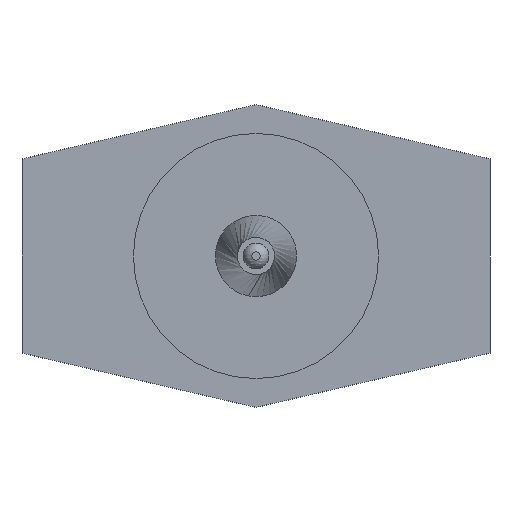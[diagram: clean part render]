
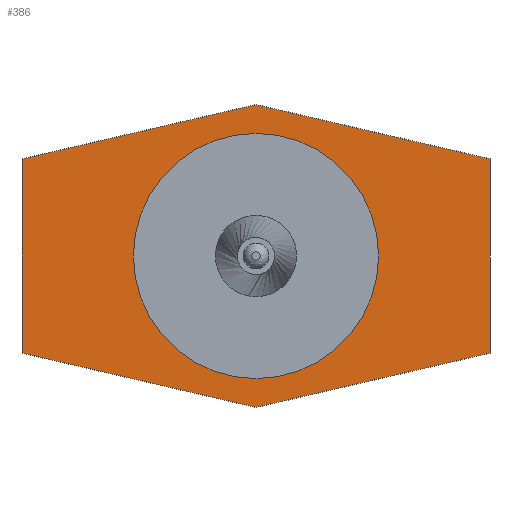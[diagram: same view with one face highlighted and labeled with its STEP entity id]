
A CAD part, left-side view. The second image highlights one B-rep face of the part: STEP entity #386.
In plain terms, the highlighted planar face has unit normal (-1, 0, 0).
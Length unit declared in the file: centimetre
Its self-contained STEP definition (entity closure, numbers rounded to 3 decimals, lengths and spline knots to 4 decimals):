
#43=FACE_BOUND('',#161,.T.);
#56=PLANE('',#467);
#64=LINE('',#807,#87);
#67=LINE('',#813,#90);
#70=LINE('',#819,#93);
#73=LINE('',#825,#96);
#76=LINE('',#831,#99);
#79=LINE('',#835,#102);
#87=VECTOR('',#553,1.);
#90=VECTOR('',#558,1.);
#93=VECTOR('',#563,1.);
#96=VECTOR('',#568,1.);
#99=VECTOR('',#573,1.);
#102=VECTOR('',#578,1.);
#134=FACE_OUTER_BOUND('',#160,.T.);
#160=EDGE_LOOP('',(#355,#356,#357,#358,#359,#360));
#161=EDGE_LOOP('',(#361));
#181=CIRCLE('',#456,0.694);
#204=VERTEX_POINT('',#792);
#208=VERTEX_POINT('',#804);
#209=VERTEX_POINT('',#806);
#211=VERTEX_POINT('',#812);
#213=VERTEX_POINT('',#818);
#215=VERTEX_POINT('',#824);
#217=VERTEX_POINT('',#830);
#245=EDGE_CURVE('',#204,#204,#181,.T.);
#250=EDGE_CURVE('',#209,#208,#64,.T.);
#253=EDGE_CURVE('',#211,#209,#67,.T.);
#256=EDGE_CURVE('',#213,#211,#70,.T.);
#259=EDGE_CURVE('',#215,#213,#73,.T.);
#262=EDGE_CURVE('',#217,#215,#76,.T.);
#265=EDGE_CURVE('',#208,#217,#79,.T.);
#355=ORIENTED_EDGE('',*,*,#265,.T.);
#356=ORIENTED_EDGE('',*,*,#262,.T.);
#357=ORIENTED_EDGE('',*,*,#259,.T.);
#358=ORIENTED_EDGE('',*,*,#256,.T.);
#359=ORIENTED_EDGE('',*,*,#253,.T.);
#360=ORIENTED_EDGE('',*,*,#250,.T.);
#361=ORIENTED_EDGE('',*,*,#245,.T.);
#386=ADVANCED_FACE('',(#134,#43),#56,.F.);
#456=AXIS2_PLACEMENT_3D('',#794,#540,#541);
#467=AXIS2_PLACEMENT_3D('',#837,#581,#582);
#540=DIRECTION('center_axis',(1.,0.,0.));
#541=DIRECTION('ref_axis',(0.,-1.,0.));
#553=DIRECTION('',(0.,0.974,0.226));
#558=DIRECTION('',(0.,0.,1.));
#563=DIRECTION('',(0.,-0.974,0.226));
#568=DIRECTION('',(0.,-0.974,-0.226));
#573=DIRECTION('',(0.,0.,-1.));
#578=DIRECTION('',(0.,0.974,-0.226));
#581=DIRECTION('center_axis',(1.,0.,0.));
#582=DIRECTION('ref_axis',(0.,1.,0.));
#792=CARTESIAN_POINT('',(-0.7777,4.5552,5.3676));
#794=CARTESIAN_POINT('Origin',(-0.7777,3.8612,5.3676));
#804=CARTESIAN_POINT('',(-0.7777,3.8612,6.2251));
#806=CARTESIAN_POINT('',(-0.7777,2.5362,5.9176));
#807=CARTESIAN_POINT('',(-0.7777,2.5362,5.9176));
#812=CARTESIAN_POINT('',(-0.7777,2.5362,4.8176));
#813=CARTESIAN_POINT('',(-0.7777,2.5362,5.9176));
#818=CARTESIAN_POINT('',(-0.7777,3.8612,4.5101));
#819=CARTESIAN_POINT('',(-0.7777,2.5362,4.8176));
#824=CARTESIAN_POINT('',(-0.7777,5.1862,4.8176));
#825=CARTESIAN_POINT('',(-0.7777,5.1862,4.8176));
#830=CARTESIAN_POINT('',(-0.7777,5.1862,5.9176));
#831=CARTESIAN_POINT('',(-0.7777,5.1862,4.8176));
#835=CARTESIAN_POINT('',(-0.7777,3.8612,6.2251));
#837=CARTESIAN_POINT('Origin',(-0.7777,3.8612,5.3676));
